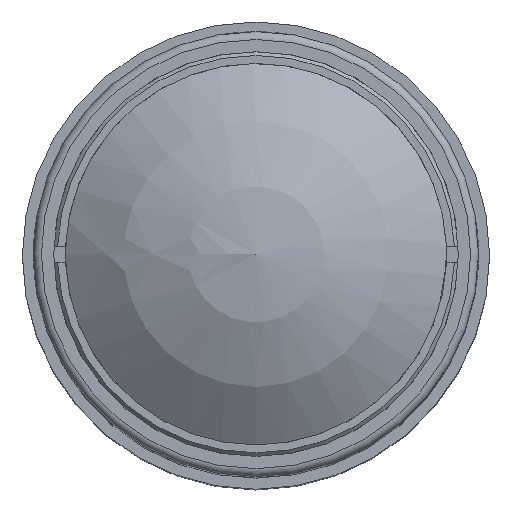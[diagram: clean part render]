
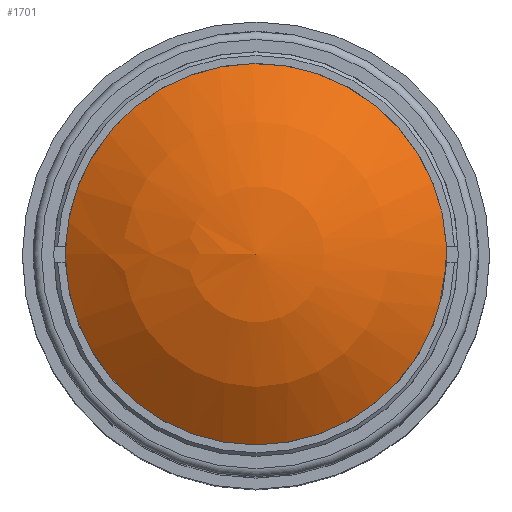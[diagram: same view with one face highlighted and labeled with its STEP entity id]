
A CAD part, top view. The second image highlights one B-rep face of the part: STEP entity #1701.
In plain terms, the highlighted spherical face has radius 19.19 mm.
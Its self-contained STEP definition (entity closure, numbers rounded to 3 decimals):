
#18=SPHERICAL_SURFACE('',#1901,19.19);
#356=FACE_OUTER_BOUND('',#489,.T.);
#489=EDGE_LOOP('',(#1369));
#599=CIRCLE('',#1892,12.);
#747=VERTEX_POINT('',#3164);
#957=EDGE_CURVE('',#747,#747,#599,.T.);
#1369=ORIENTED_EDGE('',*,*,#957,.F.);
#1701=ADVANCED_FACE('',(#356),#18,.T.);
#1892=AXIS2_PLACEMENT_3D('',#3165,#2311,#2312);
#1901=AXIS2_PLACEMENT_3D('',#3179,#2332,#2333);
#2311=DIRECTION('center_axis',(0.,0.,
-1.));
#2312=DIRECTION('ref_axis',(0.,-1.,0.));
#2332=DIRECTION('center_axis',(0.,0.,1.));
#2333=DIRECTION('ref_axis',(-1.,0.,0.));
#3164=CARTESIAN_POINT('',(0.,-12.,-5.372));
#3165=CARTESIAN_POINT('Origin',(0.,0.,
-5.372));
#3179=CARTESIAN_POINT('Origin',(0.,0.,
-20.348));
